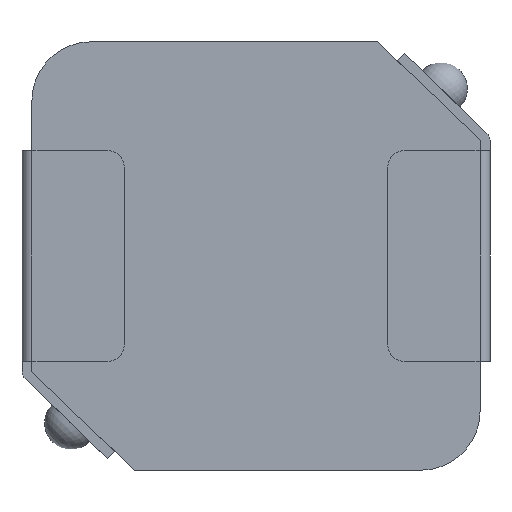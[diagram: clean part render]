
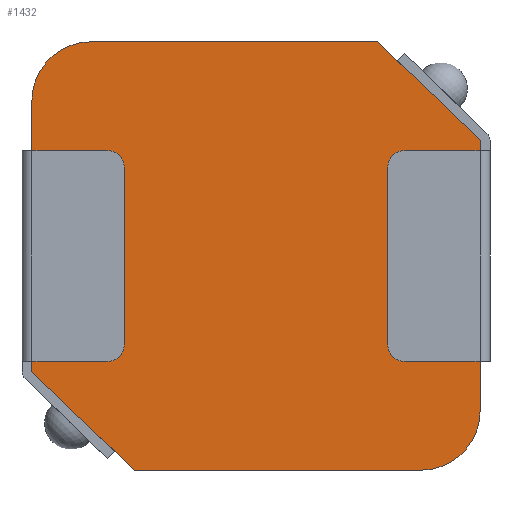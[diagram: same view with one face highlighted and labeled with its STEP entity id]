
A CAD part, front view. The second image highlights one B-rep face of the part: STEP entity #1432.
In plain terms, the highlighted planar face has unit normal (0, -1, 0).
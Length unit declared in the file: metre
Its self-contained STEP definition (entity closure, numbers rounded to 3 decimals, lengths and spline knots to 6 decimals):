
#56=CIRCLE('',#1581,0.0009);
#57=CIRCLE('',#1582,0.0009);
#150=ORIENTED_EDGE('',*,*,#558,.T.);
#151=ORIENTED_EDGE('',*,*,#559,.T.);
#152=ORIENTED_EDGE('',*,*,#560,.T.);
#153=ORIENTED_EDGE('',*,*,#561,.T.);
#154=ORIENTED_EDGE('',*,*,#562,.T.);
#155=ORIENTED_EDGE('',*,*,#563,.T.);
#156=ORIENTED_EDGE('',*,*,#564,.T.);
#157=ORIENTED_EDGE('',*,*,#565,.T.);
#558=EDGE_CURVE('',#760,#761,#56,.T.);
#559=EDGE_CURVE('',#761,#762,#902,.T.);
#560=EDGE_CURVE('',#762,#763,#903,.T.);
#561=EDGE_CURVE('',#763,#764,#904,.T.);
#562=EDGE_CURVE('',#764,#765,#57,.T.);
#563=EDGE_CURVE('',#765,#766,#905,.T.);
#564=EDGE_CURVE('',#766,#767,#906,.T.);
#565=EDGE_CURVE('',#767,#760,#907,.T.);
#760=VERTEX_POINT('',#2221);
#761=VERTEX_POINT('',#2222);
#762=VERTEX_POINT('',#2224);
#763=VERTEX_POINT('',#2226);
#764=VERTEX_POINT('',#2228);
#765=VERTEX_POINT('',#2230);
#766=VERTEX_POINT('',#2232);
#767=VERTEX_POINT('',#2234);
#902=LINE('',#2223,#1056);
#903=LINE('',#2225,#1057);
#904=LINE('',#2227,#1058);
#905=LINE('',#2231,#1059);
#906=LINE('',#2233,#1060);
#907=LINE('',#2235,#1061);
#1056=VECTOR('',#1772,1.);
#1057=VECTOR('',#1773,1.);
#1058=VECTOR('',#1774,1.);
#1059=VECTOR('',#1777,1.);
#1060=VECTOR('',#1778,1.);
#1061=VECTOR('',#1779,1.);
#1194=EDGE_LOOP('',(#150,#151,#152,#153,#154,#155,#156,#157));
#1286=FACE_BOUND('',#1194,.T.);
#1376=PLANE('',#1580);
#1432=ADVANCED_FACE('',(#1286),#1376,.F.);
#1580=AXIS2_PLACEMENT_3D('',#2219,#1768,#1769);
#1581=AXIS2_PLACEMENT_3D('',#2220,#1770,#1771);
#1582=AXIS2_PLACEMENT_3D('',#2229,#1775,#1776);
#1768=DIRECTION('',(0.,1.,0.));
#1769=DIRECTION('',(0.,0.,1.));
#1770=DIRECTION('',(0.,-1.,0.));
#1771=DIRECTION('',(0.,0.,1.));
#1772=DIRECTION('',(0.,0.,-1.));
#1773=DIRECTION('',(0.719,0.,-0.695));
#1774=DIRECTION('',(1.,0.,0.));
#1775=DIRECTION('',(0.,-1.,0.));
#1776=DIRECTION('',(0.,0.,1.));
#1777=DIRECTION('',(0.,0.,1.));
#1778=DIRECTION('',(-0.719,0.,0.695));
#1779=DIRECTION('',(-1.,0.,0.));
#2219=CARTESIAN_POINT('',(0.,0.00015,0.));
#2220=CARTESIAN_POINT('',(-0.0025,0.00015,0.00235));
#2221=CARTESIAN_POINT('',(-0.0025,0.00015,0.00325));
#2222=CARTESIAN_POINT('',(-0.0034,0.00015,0.00235));
#2223=CARTESIAN_POINT('',(-0.0034,0.00015,-0.001753));
#2224=CARTESIAN_POINT('',(-0.0034,0.00015,-0.001753));
#2225=CARTESIAN_POINT('',(-0.00185,0.00015,-0.00325));
#2226=CARTESIAN_POINT('',(-0.00185,0.00015,-0.00325));
#2227=CARTESIAN_POINT('',(0.0025,0.00015,-0.00325));
#2228=CARTESIAN_POINT('',(0.0025,0.00015,-0.00325));
#2229=CARTESIAN_POINT('',(0.0025,0.00015,-0.00235));
#2230=CARTESIAN_POINT('',(0.0034,0.00015,-0.00235));
#2231=CARTESIAN_POINT('',(0.0034,0.00015,0.001753));
#2232=CARTESIAN_POINT('',(0.0034,0.00015,0.001753));
#2233=CARTESIAN_POINT('',(0.00185,0.00015,0.00325));
#2234=CARTESIAN_POINT('',(0.00185,0.00015,0.00325));
#2235=CARTESIAN_POINT('',(-0.0025,0.00015,0.00325));
